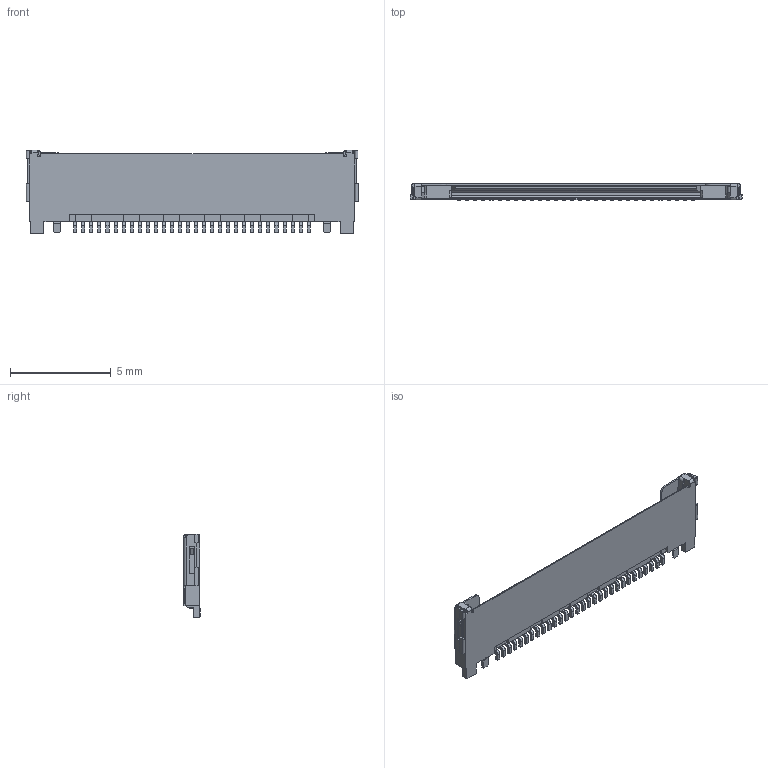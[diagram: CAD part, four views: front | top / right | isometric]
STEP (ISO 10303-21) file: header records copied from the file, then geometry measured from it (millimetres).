
FILE_DESCRIPTION (( 'STEP AP203' ), '1' );
FILE_NAME ('20474-030E-12C RECE ASSY R3 STEP ALL.STEP', '2019-10-22T02:42:54', ( '' ), ( '' ), 'SwSTEP 2.0', 'SolidWorks 2017', '' );
FILE_SCHEMA (( 'CONFIG_CONTROL_DESIGN' ));
Length unit declared in the file: millimetre
Products named in the file (1): 20474-030E-12C RECE ASSY R3 STEP ALL
Bounding box: 16.5 x 0.82 x 4.15 mm (x, y, z)
Volume: 25.5 mm3; surface area: 208.4 mm2
Topology: 1 solids, 1 shells, 637 faces, 1796 edges, 1196 vertices
Faces by surface type: plane 476, cylinder 157, cone 4
Entity records: 21033 total; most frequent: CARTESIAN_POINT 5385, ORIENTED_EDGE 3592, DIRECTION 2616, EDGE_CURVE 1796, LINE 1282, VECTOR 1282, VERTEX_POINT 1196, EDGE_LOOP 676
